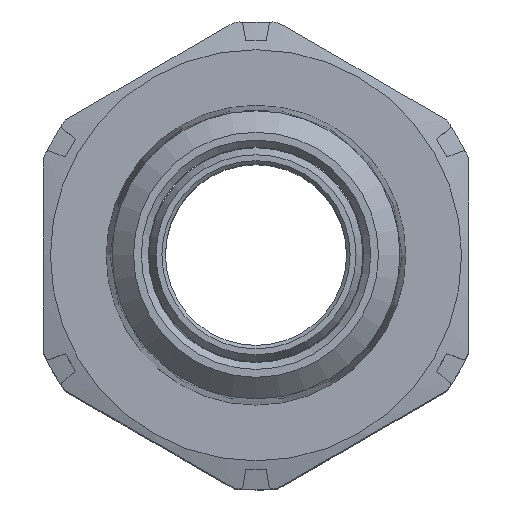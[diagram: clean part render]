
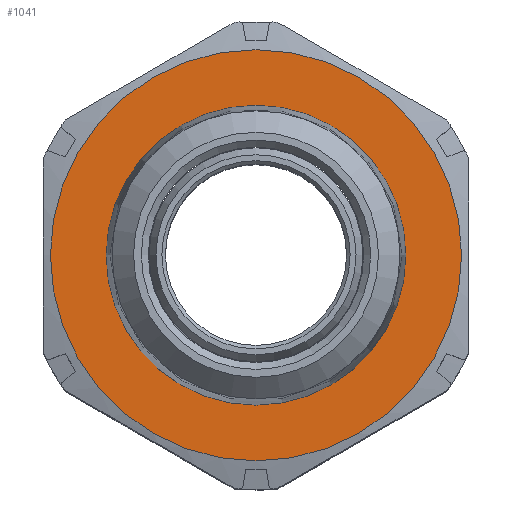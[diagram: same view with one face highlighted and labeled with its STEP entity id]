
A CAD part, top view. The second image highlights one B-rep face of the part: STEP entity #1041.
In plain terms, the highlighted planar face has unit normal (0, 0, 1).
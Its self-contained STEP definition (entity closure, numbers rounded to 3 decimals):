
#201 = FACE_OUTER_BOUND ( 'NONE', #936, .T. ) ;
#628 = CARTESIAN_POINT ( 'NONE',  ( 0., 21.701, 24.7 ) ) ;
#936 = EDGE_LOOP ( 'NONE', ( #3630 ) ) ;
#990 = DIRECTION ( 'NONE',  ( 0., 0., 1. ) ) ;
#1041 = ADVANCED_FACE ( 'NONE', ( #201, #3123 ), #3696, .T. ) ;
#1349 = CIRCLE ( 'NONE', #3159, 14.75 ) ;
#1434 = CARTESIAN_POINT ( 'NONE',  ( -14.75, 0., 24.7 ) ) ;
#1585 = VERTEX_POINT ( 'NONE', #1434 ) ;
#1661 = EDGE_LOOP ( 'NONE', ( #3813 ) ) ;
#1682 = DIRECTION ( 'NONE',  ( 1., 0., 0. ) ) ;
#1947 = DIRECTION ( 'NONE',  ( 0., 0., 1. ) ) ;
#2085 = AXIS2_PLACEMENT_3D ( 'NONE', #628, #990, #3476 ) ;
#2181 = EDGE_CURVE ( 'NONE', #1585, #1585, #1349, .T. ) ;
#2246 = AXIS2_PLACEMENT_3D ( 'NONE', #3796, #1947, #1682 ) ;
#2377 = CARTESIAN_POINT ( 'NONE',  ( 10.75, 0., 24.7 ) ) ;
#2643 = CARTESIAN_POINT ( 'NONE',  ( 0., 0., 24.7 ) ) ;
#2668 = DIRECTION ( 'NONE',  ( 0., 0., -1. ) ) ;
#2881 = CIRCLE ( 'NONE', #2246, 10.75 ) ;
#3123 = FACE_BOUND ( 'NONE', #1661, .T. ) ;
#3143 = EDGE_CURVE ( 'NONE', #3213, #3213, #2881, .T. ) ;
#3159 = AXIS2_PLACEMENT_3D ( 'NONE', #2643, #2668, #3852 ) ;
#3213 = VERTEX_POINT ( 'NONE', #2377 ) ;
#3476 = DIRECTION ( 'NONE',  ( 1., 0., 0. ) ) ;
#3630 = ORIENTED_EDGE ( 'NONE', *, *, #2181, .F. ) ;
#3696 = PLANE ( 'NONE',  #2085 ) ;
#3796 = CARTESIAN_POINT ( 'NONE',  ( 0., 0., 24.7 ) ) ;
#3813 = ORIENTED_EDGE ( 'NONE', *, *, #3143, .F. ) ;
#3852 = DIRECTION ( 'NONE',  ( -1., 0., 0. ) ) ;
